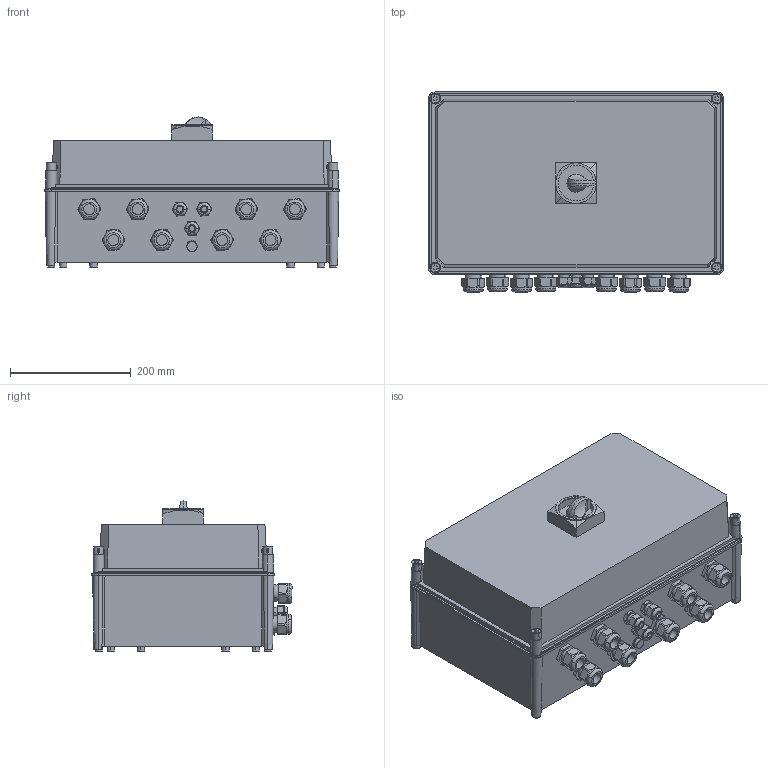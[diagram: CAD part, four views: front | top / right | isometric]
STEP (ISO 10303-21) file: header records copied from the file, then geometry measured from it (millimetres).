
FILE_DESCRIPTION(('CATIA V5 STEP Exchange','CAx-IF Rec.Pracs.--- Model Styling and Organization---1.4--- 2014-01-23'),'2;1');
FILE_NAME ('D1427921_1_2737550000_S3D_PVN1_M1_I6_S1_CG.stp','2020-06-22T11:28:06+00:00',('none'),('Weidmueller'),'CATIA Version 5-6 Release 2016 SP3 HF44','CATIA V5 STEP AP214','none');
FILE_SCHEMA(('AUTOMOTIVE_DESIGN { 1 0 10303 214 1 1 1 1 }'));
Length unit declared in the file: millimetre
Products named in the file (1): S3D_PVN1_M1_I6_S1_CG
Bounding box: 488 x 331.13 x 248.26 mm (x, y, z)
Volume: 26840739 mm3; surface area: 1048889.8 mm2
Topology: 20 solids, 20 shells, 954 faces, 2968 edges, 2119 vertices
Faces by surface type: plane 439, cylinder 385, cone 100, torus 20, bspline 6, revolution 2, sphere 2
Entity records: 36726 total; most frequent: CARTESIAN_POINT 11011, ORIENTED_EDGE 5920, DIRECTION 3819, EDGE_CURVE 2960, VERTEX_POINT 2119, AXIS2_PLACEMENT_3D 1767, VECTOR 1313, LINE 1313
